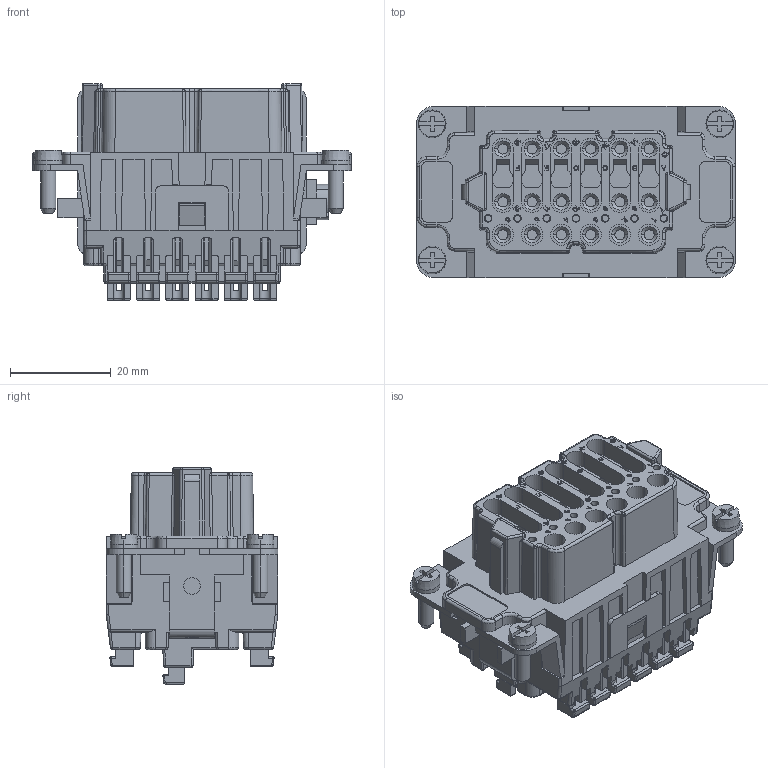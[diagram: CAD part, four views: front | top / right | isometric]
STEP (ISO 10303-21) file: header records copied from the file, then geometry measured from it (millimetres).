
FILE_DESCRIPTION(('Creo Elements/Direct Modeling STEP Export'),'2;1');
FILE_NAME('0ln7uvk5aj4m8jc1164','2021-05-06T 9:25:04',(''),(''),'Creo Elements/Direct Modeling STEP processor for AP214 (Solid Model)','Creo Elements/Direct Modeling 20.1B 02-Apr-2019 (C) Parametric Technology GmbH','');
FILE_SCHEMA(('AUTOMOTIVE_DESIGN { 1 0 10303 214 1 1 1 1 }'));
Products named in the file (2): RDSHF_18
Assembly tree (1 placements, depth 2):
  RDSHF_18
    RDSHF_18
Bounding box: 63.2 x 34 x 43 mm (x, y, z)
Volume: 41295 mm3; surface area: 18119.9 mm2
Topology: 1 solids, 1 shells, 2266 faces, 8968 edges, 6775 vertices
Faces by surface type: plane 1232, cylinder 684, cone 102, sphere 82, torus 79, bspline 76, extrusion 11
Entity records: 117517 total; most frequent: CARTESIAN_POINT 35474, ORIENTED_EDGE 17772, DIRECTION 13121, EDGE_CURVE 8886, VERTEX_POINT 6775, VECTOR 6751, LINE 6740, AXIS2_PLACEMENT_3D 3185
